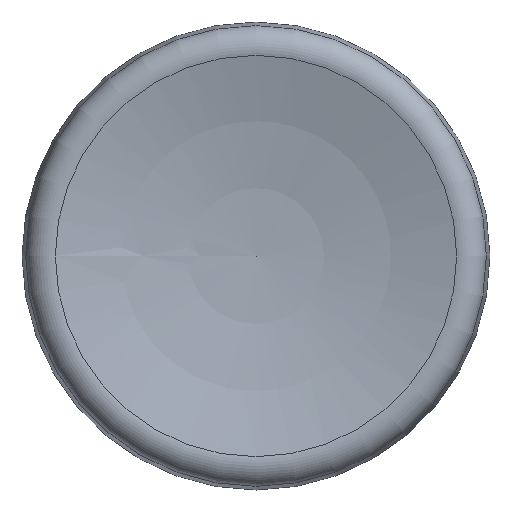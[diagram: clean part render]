
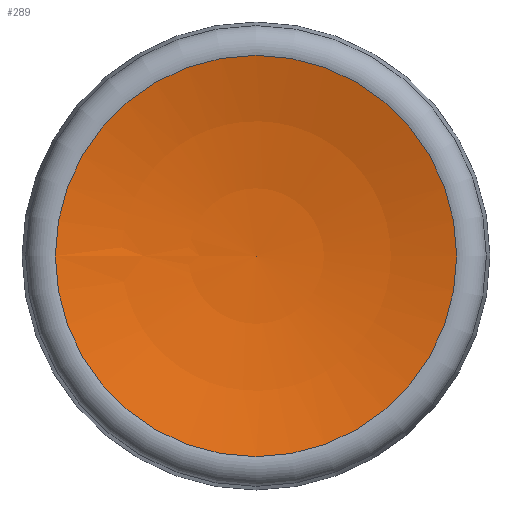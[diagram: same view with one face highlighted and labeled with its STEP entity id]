
A CAD part, top view. The second image highlights one B-rep face of the part: STEP entity #289.
In plain terms, the highlighted spherical face has radius 30.333 mm.
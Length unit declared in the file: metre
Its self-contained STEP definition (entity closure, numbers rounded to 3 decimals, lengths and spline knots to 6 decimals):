
#13=SPHERICAL_SURFACE('',#338,0.030333);
#106=ORIENTED_EDGE('',*,*,#153,.F.);
#153=EDGE_CURVE('',#181,#181,#199,.T.);
#181=VERTEX_POINT('',#503);
#199=CIRCLE('',#331,0.008525);
#227=EDGE_LOOP('',(#106));
#257=FACE_BOUND('',#227,.T.);
#289=ADVANCED_FACE('',(#257),#13,.F.);
#331=AXIS2_PLACEMENT_3D('',#502,#403,#404);
#338=AXIS2_PLACEMENT_3D('',#513,#417,#418);
#403=DIRECTION('',(0.,0.,-1.));
#404=DIRECTION('',(0.,1.,0.));
#417=DIRECTION('',(0.,0.,-1.));
#418=DIRECTION('',(-1.,0.,0.));
#502=CARTESIAN_POINT('',(0.,0.,0.012819));
#503=CARTESIAN_POINT('',(0.,0.008525,0.012819));
#513=CARTESIAN_POINT('',(0.,0.,0.041929));
